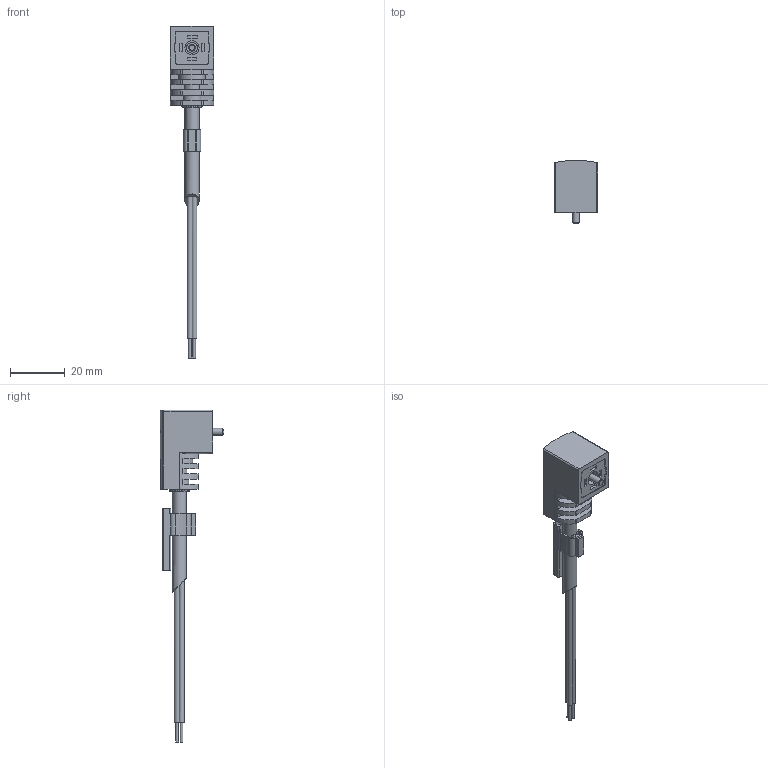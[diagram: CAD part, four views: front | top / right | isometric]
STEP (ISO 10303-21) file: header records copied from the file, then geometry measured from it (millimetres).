
FILE_DESCRIPTION(/* description */ ('STEP AP214'),/* implementation_level */ '2;1');
FILE_NAME(/* name */ '151690_KMEB-1-230AC-2_5',/* time_stamp */ '2024-08-29T16:51:05+02:00',/* author */ ('License CC BY-ND 4.0'),/* organization */ ('CADENAS'),/* preprocessor_version */ 'ST-DEVELOPER v19.3',/* originating_system */ 'PARTsolutions',/* authorisation */ ' ');
FILE_SCHEMA (('AUTOMOTIVE_DESIGN {1 0 10303 214 3 1 1}'));
Length unit declared in the file: millimetre
Products named in the file (3): 151690 KMEB-1-230AC-2.5; 151690 KMEB-1-230AC-2.5---(part); 1051830 ASCF-M-23-C DM 4.0-5.6
Assembly tree (2 placements, depth 2):
  151690 KMEB-1-230AC-2.5
    151690 KMEB-1-230AC-2.5---(part)
    1051830 ASCF-M-23-C DM 4.0-5.6
Bounding box: 16 x 23.3 x 121.85 mm (x, y, z)
Volume: 8552.4 mm3; surface area: 5686.9 mm2
Topology: 2 solids, 2 shells, 206 faces, 549 edges, 365 vertices
Faces by surface type: plane 120, cylinder 83, sphere 1, torus 1, cone 1
Full cylindrical faces by diameter (mm): 1 x3, 2.5 x1, 4 x1, 5 x1, 5.2 x2, 7.5 x1
Entity records: 7295 total; most frequent: DIRECTION 1138, CARTESIAN_POINT 1127, ORIENTED_EDGE 1068, EDGE_CURVE 534, AXIS2_PLACEMENT_3D 400, VERTEX_POINT 362, LINE 338, VECTOR 338
